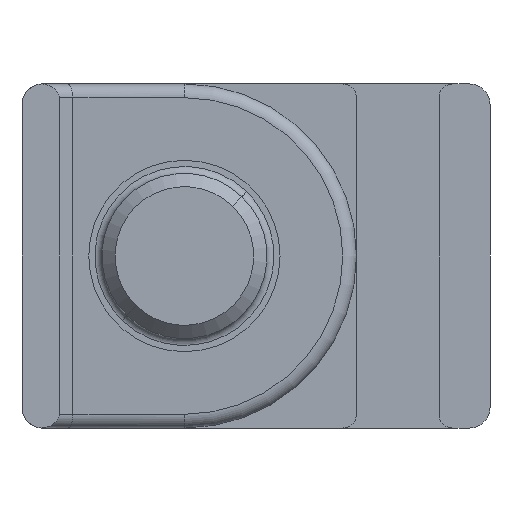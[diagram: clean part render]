
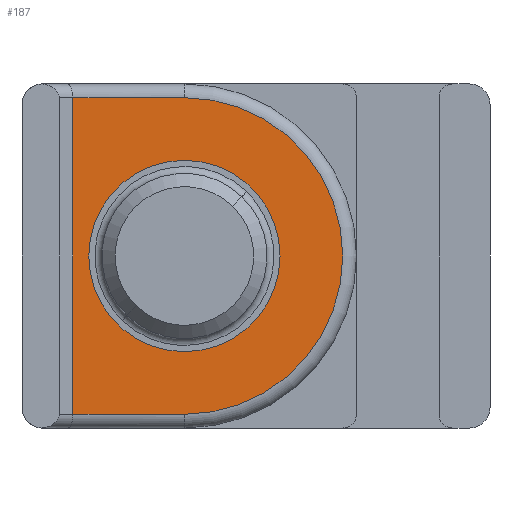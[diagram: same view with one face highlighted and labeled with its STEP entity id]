
A CAD part, front view. The second image highlights one B-rep face of the part: STEP entity #187.
In plain terms, the highlighted planar face has unit normal (0, -1, 0).
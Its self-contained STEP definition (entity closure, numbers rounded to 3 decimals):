
#84 = VERTEX_POINT ( 'NONE', #1428 ) ;
#187 = ADVANCED_FACE ( 'NONE', ( #1491, #1487 ), #534, .F. ) ;
#195 = CARTESIAN_POINT ( 'NONE',  ( -8.1, 1., 11.5 ) ) ;
#327 = CARTESIAN_POINT ( 'NONE',  ( 0., 1., 6.95 ) ) ;
#376 = VERTEX_POINT ( 'NONE', #1203 ) ;
#416 = VERTEX_POINT ( 'NONE', #2279 ) ;
#484 = ORIENTED_EDGE ( 'NONE', *, *, #1850, .T. ) ;
#502 = VECTOR ( 'NONE', #1526, 1000. ) ;
#514 = VECTOR ( 'NONE', #1338, 1000. ) ;
#520 = CARTESIAN_POINT ( 'NONE',  ( -8.1, 1., -14.9 ) ) ;
#527 = LINE ( 'NONE', #1530, #514 ) ;
#531 = LINE ( 'NONE', #1537, #502 ) ;
#534 = PLANE ( 'NONE',  #916 ) ;
#537 = VECTOR ( 'NONE', #2121, 1000. ) ;
#539 = LINE ( 'NONE', #1926, #537 ) ;
#549 = CIRCLE ( 'NONE', #1187, 11.5 ) ;
#644 = CARTESIAN_POINT ( 'NONE',  ( 0., 1., 0. ) ) ;
#647 = DIRECTION ( 'NONE',  ( 0., 1., 0. ) ) ;
#650 = DIRECTION ( 'NONE',  ( 0., 0., 1. ) ) ;
#770 = CIRCLE ( 'NONE', #1076, 6.95 ) ;
#854 = CARTESIAN_POINT ( 'NONE',  ( 0., 1., 0. ) ) ;
#882 = DIRECTION ( 'NONE',  ( 0., 0., 1. ) ) ;
#913 = CIRCLE ( 'NONE', #991, 6.95 ) ;
#916 = AXIS2_PLACEMENT_3D ( 'NONE', #520, #1376, #882 ) ;
#991 = AXIS2_PLACEMENT_3D ( 'NONE', #644, #647, #650 ) ;
#1076 = AXIS2_PLACEMENT_3D ( 'NONE', #854, #1321, #1200 ) ;
#1187 = AXIS2_PLACEMENT_3D ( 'NONE', #1732, #1578, #2303 ) ;
#1200 = DIRECTION ( 'NONE',  ( 0., 0., 1. ) ) ;
#1203 = CARTESIAN_POINT ( 'NONE',  ( 0., 1., -11.5 ) ) ;
#1321 = DIRECTION ( 'NONE',  ( 0., 1., 0. ) ) ;
#1338 = DIRECTION ( 'NONE',  ( -1., 0., 0. ) ) ;
#1376 = DIRECTION ( 'NONE',  ( 0., 1., 0. ) ) ;
#1417 = EDGE_LOOP ( 'NONE', ( #2160, #1833 ) ) ;
#1428 = CARTESIAN_POINT ( 'NONE',  ( -8.1, 1., -11.5 ) ) ;
#1487 = FACE_OUTER_BOUND ( 'NONE', #2006, .T. ) ;
#1491 = FACE_BOUND ( 'NONE', #1417, .T. ) ;
#1526 = DIRECTION ( 'NONE',  ( 0., 0., 1. ) ) ;
#1530 = CARTESIAN_POINT ( 'NONE',  ( -8.1, 1., 11.5 ) ) ;
#1537 = CARTESIAN_POINT ( 'NONE',  ( -8.1, 1., -14.9 ) ) ;
#1578 = DIRECTION ( 'NONE',  ( 0., -1., 0. ) ) ;
#1657 = ORIENTED_EDGE ( 'NONE', *, *, #1857, .T. ) ;
#1673 = EDGE_CURVE ( 'NONE', #416, #2173, #913, .T. ) ;
#1728 = EDGE_CURVE ( 'NONE', #2173, #416, #770, .T. ) ;
#1732 = CARTESIAN_POINT ( 'NONE',  ( 0., 1., 0. ) ) ;
#1833 = ORIENTED_EDGE ( 'NONE', *, *, #1728, .T. ) ;
#1849 = EDGE_CURVE ( 'NONE', #84, #376, #539, .T. ) ;
#1850 = EDGE_CURVE ( 'NONE', #376, #2274, #549, .T. ) ;
#1857 = EDGE_CURVE ( 'NONE', #2274, #1937, #527, .T. ) ;
#1863 = EDGE_CURVE ( 'NONE', #84, #1937, #531, .T. ) ;
#1923 = ORIENTED_EDGE ( 'NONE', *, *, #1863, .F. ) ;
#1926 = CARTESIAN_POINT ( 'NONE',  ( -8.1, 1., -11.5 ) ) ;
#1937 = VERTEX_POINT ( 'NONE', #195 ) ;
#2006 = EDGE_LOOP ( 'NONE', ( #484, #1657, #1923, #2330 ) ) ;
#2121 = DIRECTION ( 'NONE',  ( 1., 0., 0. ) ) ;
#2156 = CARTESIAN_POINT ( 'NONE',  ( 0., 1., 11.5 ) ) ;
#2160 = ORIENTED_EDGE ( 'NONE', *, *, #1673, .T. ) ;
#2173 = VERTEX_POINT ( 'NONE', #327 ) ;
#2274 = VERTEX_POINT ( 'NONE', #2156 ) ;
#2279 = CARTESIAN_POINT ( 'NONE',  ( 0., 1., -6.95 ) ) ;
#2303 = DIRECTION ( 'NONE',  ( 0., 0., 1. ) ) ;
#2330 = ORIENTED_EDGE ( 'NONE', *, *, #1849, .T. ) ;
